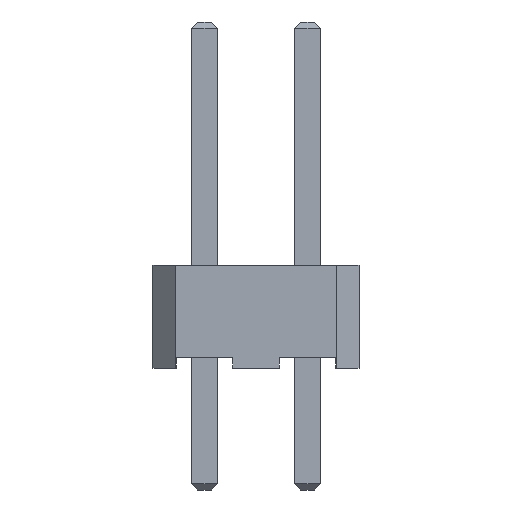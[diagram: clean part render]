
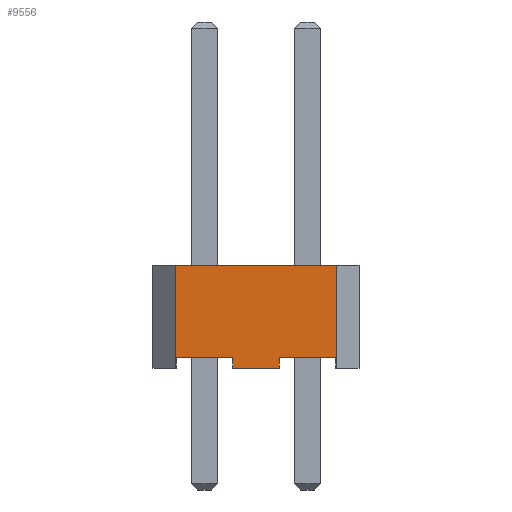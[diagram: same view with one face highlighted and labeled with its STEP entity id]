
A CAD part, left-side view. The second image highlights one B-rep face of the part: STEP entity #9556.
In plain terms, the highlighted planar face has unit normal (-1, 0, 0).
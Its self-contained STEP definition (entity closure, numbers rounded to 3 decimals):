
#538=FACE_OUTER_BOUND('',#1130,.T.);
#1130=EDGE_LOOP('',(#7941,#7942,#7943,#7944,#7945,#7946,#7947,#7948,#7949,
#7950,#7951,#7952));
#1956=LINE('',#14246,#3250);
#1959=LINE('',#14251,#3253);
#1961=LINE('',#14255,#3255);
#1963=LINE('',#14259,#3257);
#1965=LINE('',#14263,#3259);
#2018=LINE('',#14369,#3312);
#2020=LINE('',#14374,#3314);
#2074=LINE('',#14481,#3368);
#2075=LINE('',#14483,#3369);
#2280=LINE('',#14894,#3574);
#2282=LINE('',#14898,#3576);
#2284=LINE('',#14901,#3578);
#3250=VECTOR('',#11704,10.);
#3253=VECTOR('',#11709,10.);
#3255=VECTOR('',#11713,10.);
#3257=VECTOR('',#11717,10.);
#3259=VECTOR('',#11721,10.);
#3312=VECTOR('',#11776,10.);
#3314=VECTOR('',#11780,10.);
#3368=VECTOR('',#11836,10.);
#3369=VECTOR('',#11839,10.);
#3574=VECTOR('',#12250,10.);
#3576=VECTOR('',#12254,10.);
#3578=VECTOR('',#12258,10.);
#4255=VERTEX_POINT('',#14243);
#4256=VERTEX_POINT('',#14245);
#4257=VERTEX_POINT('',#14249);
#4258=VERTEX_POINT('',#14253);
#4259=VERTEX_POINT('',#14257);
#4260=VERTEX_POINT('',#14261);
#4312=VERTEX_POINT('',#14367);
#4313=VERTEX_POINT('',#14371);
#4314=VERTEX_POINT('',#14373);
#4366=VERTEX_POINT('',#14479);
#4469=VERTEX_POINT('',#14893);
#4470=VERTEX_POINT('',#14897);
#5316=EDGE_CURVE('',#4255,#4256,#1956,.T.);
#5319=EDGE_CURVE('',#4257,#4255,#1959,.T.);
#5321=EDGE_CURVE('',#4258,#4257,#1961,.T.);
#5323=EDGE_CURVE('',#4258,#4259,#1963,.T.);
#5325=EDGE_CURVE('',#4260,#4259,#1965,.T.);
#5378=EDGE_CURVE('',#4312,#4260,#2018,.T.);
#5380=EDGE_CURVE('',#4313,#4314,#2020,.T.);
#5434=EDGE_CURVE('',#4366,#4313,#2074,.T.);
#5435=EDGE_CURVE('',#4366,#4256,#2075,.T.);
#5640=EDGE_CURVE('',#4469,#4312,#2280,.T.);
#5642=EDGE_CURVE('',#4314,#4470,#2282,.T.);
#5644=EDGE_CURVE('',#4470,#4469,#2284,.T.);
#7941=ORIENTED_EDGE('',*,*,#5644,.F.);
#7942=ORIENTED_EDGE('',*,*,#5642,.F.);
#7943=ORIENTED_EDGE('',*,*,#5380,.F.);
#7944=ORIENTED_EDGE('',*,*,#5434,.F.);
#7945=ORIENTED_EDGE('',*,*,#5435,.T.);
#7946=ORIENTED_EDGE('',*,*,#5316,.F.);
#7947=ORIENTED_EDGE('',*,*,#5319,.F.);
#7948=ORIENTED_EDGE('',*,*,#5321,.F.);
#7949=ORIENTED_EDGE('',*,*,#5323,.T.);
#7950=ORIENTED_EDGE('',*,*,#5325,.F.);
#7951=ORIENTED_EDGE('',*,*,#5378,.F.);
#7952=ORIENTED_EDGE('',*,*,#5640,.F.);
#8964=PLANE('',#10197);
#9556=ADVANCED_FACE('',(#538),#8964,.T.);
#10197=AXIS2_PLACEMENT_3D('',#14902,#12259,#12260);
#11704=DIRECTION('',(0.,0.,1.));
#11709=DIRECTION('',(0.,1.,0.));
#11713=DIRECTION('',(0.,0.,-1.));
#11717=DIRECTION('',(0.,-1.,0.));
#11721=DIRECTION('',(0.,0.,1.));
#11776=DIRECTION('',(0.,1.,0.));
#11780=DIRECTION('',(0.,1.,0.));
#11836=DIRECTION('',(0.,0.,-1.));
#11839=DIRECTION('',(0.,-1.,0.));
#12250=DIRECTION('',(0.,0.,-1.));
#12254=DIRECTION('',(0.,0.,1.));
#12258=DIRECTION('',(0.,-1.,0.));
#12259=DIRECTION('center_axis',(-1.,0.,0.));
#12260=DIRECTION('ref_axis',(0.,-1.,0.));
#14243=CARTESIAN_POINT('',(-21.59,0.57,0.05));
#14245=CARTESIAN_POINT('',(-21.59,0.57,0.32));
#14246=CARTESIAN_POINT('',(-21.59,0.57,1.32));
#14249=CARTESIAN_POINT('',(-21.59,-0.57,0.05));
#14251=CARTESIAN_POINT('',(-21.59,-0.817,0.05));
#14253=CARTESIAN_POINT('',(-21.59,-0.57,0.32));
#14255=CARTESIAN_POINT('',(-21.59,-0.57,1.455));
#14257=CARTESIAN_POINT('',(-21.59,-1.97,0.32));
#14259=CARTESIAN_POINT('',(-21.59,-1.135,0.32));
#14261=CARTESIAN_POINT('',(-21.59,-1.97,0.05));
#14263=CARTESIAN_POINT('',(-21.59,-1.97,1.32));
#14367=CARTESIAN_POINT('',(-21.59,-1.987,0.05));
#14369=CARTESIAN_POINT('',(-21.59,-1.159,0.05));
#14371=CARTESIAN_POINT('',(-21.59,1.97,0.05));
#14373=CARTESIAN_POINT('',(-21.59,1.987,0.05));
#14374=CARTESIAN_POINT('',(-21.59,1.723,0.05));
#14479=CARTESIAN_POINT('',(-21.59,1.97,0.32));
#14481=CARTESIAN_POINT('',(-21.59,1.97,1.455));
#14483=CARTESIAN_POINT('',(-21.59,1.405,0.32));
#14893=CARTESIAN_POINT('',(-21.59,-1.987,2.59));
#14894=CARTESIAN_POINT('',(-21.59,-1.987,0.05));
#14897=CARTESIAN_POINT('',(-21.59,1.987,2.59));
#14898=CARTESIAN_POINT('',(-21.59,1.987,0.05));
#14901=CARTESIAN_POINT('',(-21.59,0.,2.59));
#14902=CARTESIAN_POINT('Origin',(-21.59,0.,0.05));
